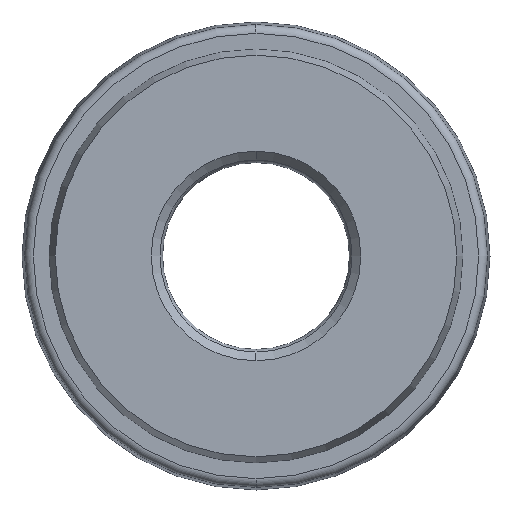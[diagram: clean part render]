
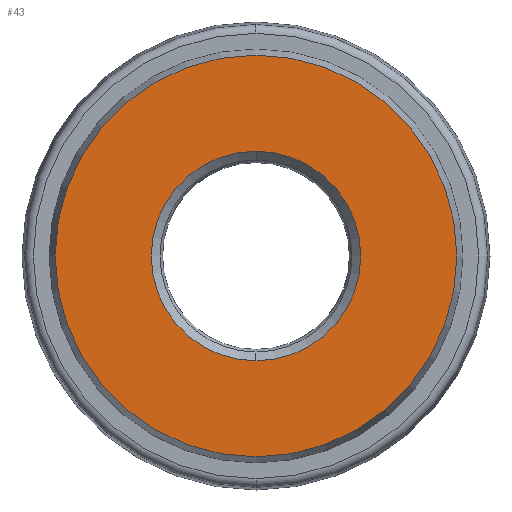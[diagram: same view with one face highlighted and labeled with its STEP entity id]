
A CAD part, left-side view. The second image highlights one B-rep face of the part: STEP entity #43.
In plain terms, the highlighted planar face has unit normal (-1, 0, 0).
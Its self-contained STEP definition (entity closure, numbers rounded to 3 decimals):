
#1 = DIRECTION ( 'NONE',  ( 1., 0., 0. ) ) ;
#22 = CARTESIAN_POINT ( 'NONE',  ( 0., 0., 0. ) ) ;
#26 = DIRECTION ( 'NONE',  ( 0., 0., -1. ) ) ;
#43 = ADVANCED_FACE ( 'NONE', ( #413, #407 ), #286, .F. ) ;
#89 = EDGE_CURVE ( 'NONE', #1084, #1108, #493, .T. ) ;
#109 = AXIS2_PLACEMENT_3D ( 'NONE', #276, #277, #278 ) ;
#276 = CARTESIAN_POINT ( 'NONE',  ( 0., 5.5, 0. ) ) ;
#277 = DIRECTION ( 'NONE',  ( 1., 0., 0. ) ) ;
#278 = DIRECTION ( 'NONE',  ( 0., 0., -1. ) ) ;
#286 = PLANE ( 'NONE',  #109 ) ;
#298 = ORIENTED_EDGE ( 'NONE', *, *, #89, .T. ) ;
#310 = ORIENTED_EDGE ( 'NONE', *, *, #775, .T. ) ;
#327 = ORIENTED_EDGE ( 'NONE', *, *, #770, .T. ) ;
#345 = ORIENTED_EDGE ( 'NONE', *, *, #774, .T. ) ;
#353 = EDGE_LOOP ( 'NONE', ( #327, #298 ) ) ;
#370 = EDGE_LOOP ( 'NONE', ( #345, #310 ) ) ;
#407 = FACE_OUTER_BOUND ( 'NONE', #370, .T. ) ;
#413 = FACE_BOUND ( 'NONE', #353, .T. ) ;
#473 = CIRCLE ( 'NONE', #936, 11.5 ) ;
#474 = CIRCLE ( 'NONE', #941, 11.5 ) ;
#493 = CIRCLE ( 'NONE', #939, 6. ) ;
#497 = CIRCLE ( 'NONE', #918, 6. ) ;
#677 = CARTESIAN_POINT ( 'NONE',  ( 0., 0., 6. ) ) ;
#687 = CARTESIAN_POINT ( 'NONE',  ( 0., 0., 11.5 ) ) ;
#694 = CARTESIAN_POINT ( 'NONE',  ( 0., 0., -6. ) ) ;
#707 = CARTESIAN_POINT ( 'NONE',  ( 0., 0., -11.5 ) ) ;
#770 = EDGE_CURVE ( 'NONE', #1108, #1084, #497, .T. ) ;
#774 = EDGE_CURVE ( 'NONE', #1099, #1112, #473, .T. ) ;
#775 = EDGE_CURVE ( 'NONE', #1112, #1099, #474, .T. ) ;
#799 = DIRECTION ( 'NONE',  ( 0., 0., 1. ) ) ;
#800 = CARTESIAN_POINT ( 'NONE',  ( 0., 0., 0. ) ) ;
#822 = DIRECTION ( 'NONE',  ( 0., 0., 1. ) ) ;
#831 = CARTESIAN_POINT ( 'NONE',  ( 0., 0., 0. ) ) ;
#836 = DIRECTION ( 'NONE',  ( -1., 0., 0. ) ) ;
#842 = DIRECTION ( 'NONE',  ( -1., 0., 0. ) ) ;
#849 = CARTESIAN_POINT ( 'NONE',  ( 0., 0., 0. ) ) ;
#850 = DIRECTION ( 'NONE',  ( 1., 0., 0. ) ) ;
#852 = DIRECTION ( 'NONE',  ( 0., 0., -1. ) ) ;
#918 = AXIS2_PLACEMENT_3D ( 'NONE', #849, #850, #852 ) ;
#936 = AXIS2_PLACEMENT_3D ( 'NONE', #800, #836, #799 ) ;
#939 = AXIS2_PLACEMENT_3D ( 'NONE', #22, #1, #26 ) ;
#941 = AXIS2_PLACEMENT_3D ( 'NONE', #831, #842, #822 ) ;
#1084 = VERTEX_POINT ( 'NONE', #694 ) ;
#1099 = VERTEX_POINT ( 'NONE', #707 ) ;
#1108 = VERTEX_POINT ( 'NONE', #677 ) ;
#1112 = VERTEX_POINT ( 'NONE', #687 ) ;
